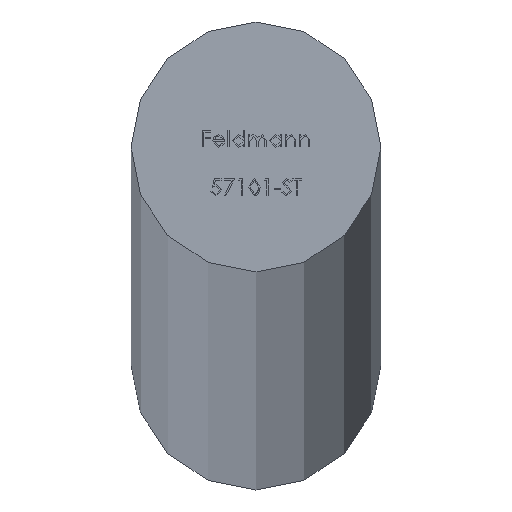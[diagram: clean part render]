
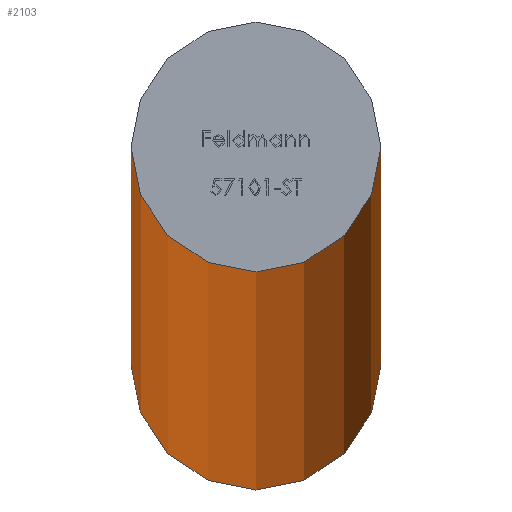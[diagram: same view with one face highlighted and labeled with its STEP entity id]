
A CAD part, top view. The second image highlights one B-rep face of the part: STEP entity #2103.
In plain terms, the highlighted cylindrical face has radius 6 mm (diameter 12 mm), a partial arc.
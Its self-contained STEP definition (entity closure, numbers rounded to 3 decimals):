
#31 = VERTEX_POINT ( 'NONE', #8821 ) ;
#360 = AXIS2_PLACEMENT_3D ( 'NONE', #4629, #666, #1343 ) ;
#666 = DIRECTION ( 'NONE',  ( 0., 0., 1. ) ) ;
#695 = EDGE_CURVE ( 'NONE', #5631, #5149, #1548, .T. ) ;
#824 = LINE ( 'NONE', #9185, #7004 ) ;
#1343 = DIRECTION ( 'NONE',  ( 1., 0., 0. ) ) ;
#1548 = LINE ( 'NONE', #2133, #3427 ) ;
#2103 = ADVANCED_FACE ( 'NONE', ( #8688 ), #4993, .T. ) ;
#2133 = CARTESIAN_POINT ( 'NONE',  ( -6., 0., -6000. ) ) ;
#2437 = EDGE_CURVE ( 'NONE', #5149, #31, #6694, .T. ) ;
#3427 = VECTOR ( 'NONE', #9998, 1000. ) ;
#3573 = CARTESIAN_POINT ( 'NONE',  ( 0., 0., -6000. ) ) ;
#3583 = EDGE_CURVE ( 'NONE', #5631, #9388, #4699, .T. ) ;
#4143 = AXIS2_PLACEMENT_3D ( 'NONE', #4927, #5721, #9554 ) ;
#4351 = DIRECTION ( 'NONE',  ( 1., 0., 0. ) ) ;
#4610 = CARTESIAN_POINT ( 'NONE',  ( -6., 0., -6000. ) ) ;
#4629 = CARTESIAN_POINT ( 'NONE',  ( 0., 0., 0. ) ) ;
#4699 = CIRCLE ( 'NONE', #6914, 6. ) ;
#4927 = CARTESIAN_POINT ( 'NONE',  ( 0., 0., -6000. ) ) ;
#4993 = CYLINDRICAL_SURFACE ( 'NONE', #4143, 6. ) ;
#5149 = VERTEX_POINT ( 'NONE', #9989 ) ;
#5233 = CARTESIAN_POINT ( 'NONE',  ( 6., 0., -6000. ) ) ;
#5306 = DIRECTION ( 'NONE',  ( 0., 0., 1. ) ) ;
#5421 = ORIENTED_EDGE ( 'NONE', *, *, #695, .F. ) ;
#5631 = VERTEX_POINT ( 'NONE', #4610 ) ;
#5721 = DIRECTION ( 'NONE',  ( 0., 0., 1. ) ) ;
#6222 = EDGE_CURVE ( 'NONE', #9388, #31, #824, .T. ) ;
#6694 = CIRCLE ( 'NONE', #360, 6. ) ;
#6914 = AXIS2_PLACEMENT_3D ( 'NONE', #3573, #9083, #4351 ) ;
#7004 = VECTOR ( 'NONE', #5306, 1000. ) ;
#7590 = ORIENTED_EDGE ( 'NONE', *, *, #6222, .T. ) ;
#7791 = EDGE_LOOP ( 'NONE', ( #5421, #7874, #7590, #9133 ) ) ;
#7874 = ORIENTED_EDGE ( 'NONE', *, *, #3583, .T. ) ;
#8688 = FACE_OUTER_BOUND ( 'NONE', #7791, .T. ) ;
#8821 = CARTESIAN_POINT ( 'NONE',  ( 6., 0., 0. ) ) ;
#9083 = DIRECTION ( 'NONE',  ( 0., 0., 1. ) ) ;
#9133 = ORIENTED_EDGE ( 'NONE', *, *, #2437, .F. ) ;
#9185 = CARTESIAN_POINT ( 'NONE',  ( 6., 0., -6000. ) ) ;
#9388 = VERTEX_POINT ( 'NONE', #5233 ) ;
#9554 = DIRECTION ( 'NONE',  ( 1., 0., 0. ) ) ;
#9989 = CARTESIAN_POINT ( 'NONE',  ( -6., 0., 0. ) ) ;
#9998 = DIRECTION ( 'NONE',  ( 0., 0., 1. ) ) ;
